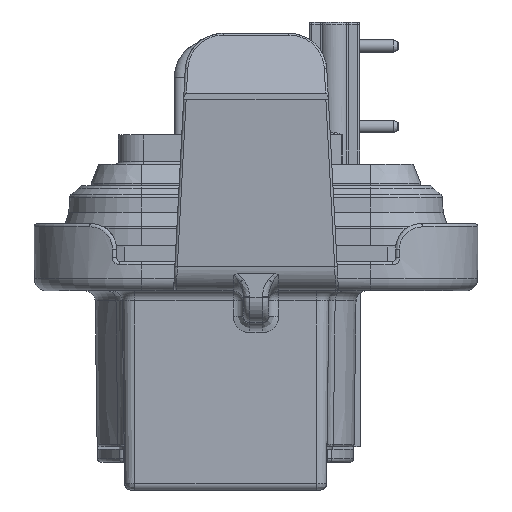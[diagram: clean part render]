
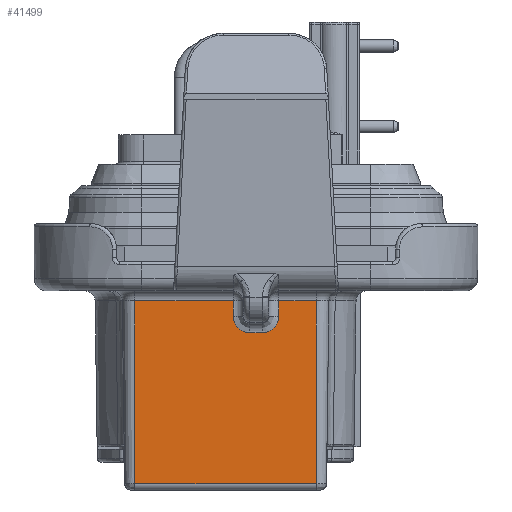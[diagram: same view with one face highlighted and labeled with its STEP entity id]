
A CAD part, front view. The second image highlights one B-rep face of the part: STEP entity #41499.
In plain terms, the highlighted planar face has unit normal (0, -1, -0.013).
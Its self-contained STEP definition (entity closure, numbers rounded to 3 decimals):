
#1868=DIRECTION('',(0.,-0.013,1.));
#1869=VECTOR('',#1868,1.2);
#1870=CARTESIAN_POINT('',(4.2,-75.929,10.31));
#1871=LINE('',#1870,#1869);
#1872=DIRECTION('',(1.,0.,0.));
#1873=VECTOR('',#1872,2.95);
#1874=CARTESIAN_POINT('',(4.2,-75.945,11.51));
#1875=LINE('',#1874,#1873);
#1876=DIRECTION('',(0.,0.013,-1.));
#1877=VECTOR('',#1876,14.418);
#1878=CARTESIAN_POINT('',(7.15,-75.945,11.51));
#1879=LINE('',#1878,#1877);
#1880=DIRECTION('',(-1.,0.,0.));
#1881=VECTOR('',#1880,14.3);
#1882=CARTESIAN_POINT('',(7.15,-75.756,
-2.907));
#1883=LINE('',#1882,#1881);
#1884=DIRECTION('',(0.,-0.013,1.));
#1885=VECTOR('',#1884,14.418);
#1886=CARTESIAN_POINT('',(-7.15,-75.756,
-2.907));
#1887=LINE('',#1886,#1885);
#1888=DIRECTION('',(1.,0.,0.));
#1889=VECTOR('',#1888,7.75);
#1890=CARTESIAN_POINT('',(-7.15,-75.945,
11.51));
#1891=LINE('',#1890,#1889);
#1892=DIRECTION('',(0.,0.013,-1.));
#1893=VECTOR('',#1892,1.2);
#1894=CARTESIAN_POINT('',(0.6,-75.945,11.51));
#1895=LINE('',#1894,#1893);
#1896=CARTESIAN_POINT('',(1.9,-75.912,9.01));
#1897=CARTESIAN_POINT('',(1.783,-75.912,9.01));
#1898=CARTESIAN_POINT('',(1.559,-75.913,9.041));
#1899=CARTESIAN_POINT('',(1.241,-75.915,9.172));
#1900=CARTESIAN_POINT('',(0.969,-75.917,
9.382));
#1901=CARTESIAN_POINT('',(0.761,-75.921,
9.654));
#1902=CARTESIAN_POINT('',(0.63,-75.925,
9.971));
#1903=CARTESIAN_POINT('',(0.6,-75.928,
10.194));
#1904=CARTESIAN_POINT('',(0.6,-75.929,
10.31));
#1906=DIRECTION('',(1.,0.,0.));
#1907=VECTOR('',#1906,1.);
#1908=CARTESIAN_POINT('',(1.9,-75.912,9.01));
#1909=LINE('',#1908,#1907);
#1910=CARTESIAN_POINT('',(4.2,-75.929,10.31));
#1911=CARTESIAN_POINT('',(4.2,-75.928,10.194));
#1912=CARTESIAN_POINT('',(4.17,-75.925,9.971));
#1913=CARTESIAN_POINT('',(4.039,-75.921,9.654));
#1914=CARTESIAN_POINT('',(3.831,-75.917,9.382));
#1915=CARTESIAN_POINT('',(3.56,-75.915,9.173));
#1916=CARTESIAN_POINT('',(3.24,-75.913,9.041));
#1917=CARTESIAN_POINT('',(3.017,-75.912,9.01));
#1918=CARTESIAN_POINT('',(2.9,-75.912,9.01));
#34573=CARTESIAN_POINT('',(4.2,-75.929,
10.31));
#34574=CARTESIAN_POINT('',(4.2,-75.945,11.51));
#34575=VERTEX_POINT('',#34573);
#34576=VERTEX_POINT('',#34574);
#34577=CARTESIAN_POINT('',(1.9,-75.912,
9.01));
#34578=CARTESIAN_POINT('',(2.9,-75.912,
9.01));
#34579=VERTEX_POINT('',#34577);
#34580=VERTEX_POINT('',#34578);
#34581=CARTESIAN_POINT('',(0.6,-75.945,11.51));
#34582=CARTESIAN_POINT('',(0.6,-75.929,
10.31));
#34583=VERTEX_POINT('',#34581);
#34584=VERTEX_POINT('',#34582);
#34931=CARTESIAN_POINT('',(-7.15,-75.756,-2.907));
#34932=VERTEX_POINT('',#34931);
#34935=CARTESIAN_POINT('',(7.15,-75.756,
-2.907));
#34936=VERTEX_POINT('',#34935);
#34943=CARTESIAN_POINT('',(-7.15,-75.945,
11.51));
#34944=VERTEX_POINT('',#34943);
#34947=CARTESIAN_POINT('',(7.15,-75.945,
11.51));
#34948=VERTEX_POINT('',#34947);
#41473=CARTESIAN_POINT('',(-9.336,-75.75,-3.4));
#41474=DIRECTION('',(0.,-1.,-0.013));
#41475=DIRECTION('',(1.,0.,0.));
#41476=AXIS2_PLACEMENT_3D('',#41473,#41474,#41475);
#41477=PLANE('',#41476);
#41479=ORIENTED_EDGE('',*,*,#41478,.T.);
#41481=ORIENTED_EDGE('',*,*,#41480,.T.);
#41483=ORIENTED_EDGE('',*,*,#41482,.T.);
#41485=ORIENTED_EDGE('',*,*,#41484,.T.);
#41487=ORIENTED_EDGE('',*,*,#41486,.T.);
#41489=ORIENTED_EDGE('',*,*,#41488,.T.);
#41491=ORIENTED_EDGE('',*,*,#41490,.T.);
#41492=ORIENTED_EDGE('',*,*,#41463,.F.);
#41494=ORIENTED_EDGE('',*,*,#41493,.T.);
#41496=ORIENTED_EDGE('',*,*,#41495,.F.);
#41497=EDGE_LOOP('',(#41479,#41481,#41483,#41485,#41487,#41489,#41491,#41492,
#41494,#41496));
#41498=FACE_OUTER_BOUND('',#41497,.F.);
#41499=ADVANCED_FACE('',(#41498),#41477,.T.);
#1905=B_SPLINE_CURVE_WITH_KNOTS('',3,(#1896,#1897,#1898,#1899,#1900,#1901,#1902,
#1903,#1904),.UNSPECIFIED.,.F.,.F.,(4,1,1,1,1,1,4),(0.,0.167,
0.333,0.5,0.667,0.833,1.),
.UNSPECIFIED.);
#1919=B_SPLINE_CURVE_WITH_KNOTS('',3,(#1910,#1911,#1912,#1913,#1914,#1915,#1916,
#1917,#1918),.UNSPECIFIED.,.F.,.F.,(4,1,1,1,1,1,4),(0.,0.167,
0.333,0.5,0.667,0.833,1.),
.UNSPECIFIED.);
#41463=EDGE_CURVE('',#34579,#34584,#1905,.T.);
#41478=EDGE_CURVE('',#34575,#34576,#1871,.T.);
#41480=EDGE_CURVE('',#34576,#34948,#1875,.T.);
#41482=EDGE_CURVE('',#34948,#34936,#1879,.T.);
#41484=EDGE_CURVE('',#34936,#34932,#1883,.T.);
#41486=EDGE_CURVE('',#34932,#34944,#1887,.T.);
#41488=EDGE_CURVE('',#34944,#34583,#1891,.T.);
#41490=EDGE_CURVE('',#34583,#34584,#1895,.T.);
#41493=EDGE_CURVE('',#34579,#34580,#1909,.T.);
#41495=EDGE_CURVE('',#34575,#34580,#1919,.T.);
